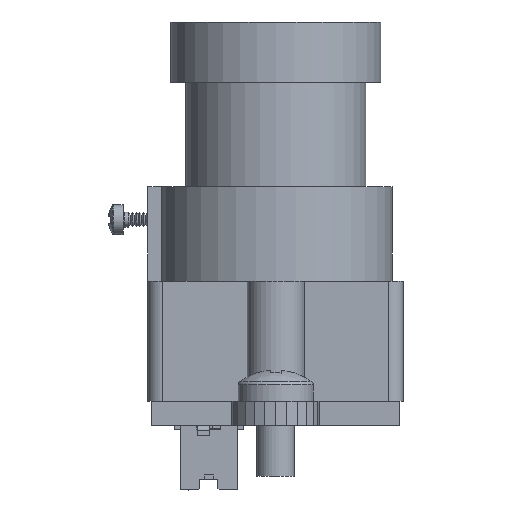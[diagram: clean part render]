
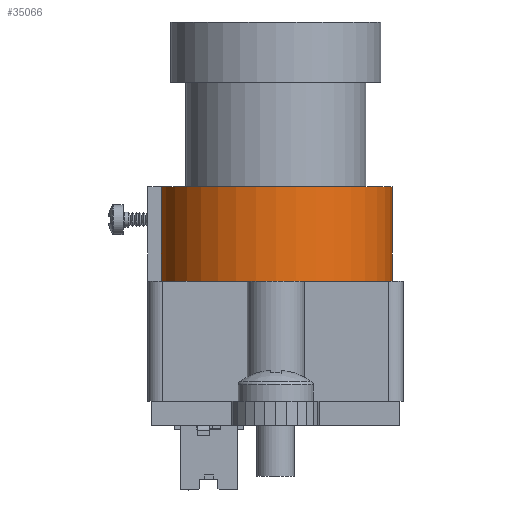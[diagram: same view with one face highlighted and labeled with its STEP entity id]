
A CAD part, left-side view. The second image highlights one B-rep face of the part: STEP entity #35066.
In plain terms, the highlighted cylindrical face has radius 7.75 mm (diameter 15.5 mm), a partial arc.
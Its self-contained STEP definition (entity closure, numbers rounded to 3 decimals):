
#1933=FACE_OUTER_BOUND('',#3870,.T.);
#3870=EDGE_LOOP('',(#24637,#24638,#24639,#24640));
#5856=LINE('',#50027,#10242);
#5857=LINE('',#50030,#10243);
#10242=VECTOR('',#40187,1000.);
#10243=VECTOR('',#40190,1000.);
#14569=CIRCLE('',#37100,7.75);
#14570=CIRCLE('',#37101,7.75);
#15503=VERTEX_POINT('',#50023);
#15504=VERTEX_POINT('',#50024);
#15505=VERTEX_POINT('',#50026);
#15506=VERTEX_POINT('',#50028);
#19107=EDGE_CURVE('',#15503,#15504,#14569,.T.);
#19108=EDGE_CURVE('',#15505,#15504,#5856,.T.);
#19109=EDGE_CURVE('',#15505,#15506,#14570,.T.);
#19110=EDGE_CURVE('',#15506,#15503,#5857,.T.);
#24637=ORIENTED_EDGE('',*,*,#19107,.T.);
#24638=ORIENTED_EDGE('',*,*,#19108,.F.);
#24639=ORIENTED_EDGE('',*,*,#19109,.T.);
#24640=ORIENTED_EDGE('',*,*,#19110,.T.);
#34688=CYLINDRICAL_SURFACE('',#37099,7.75);
#35066=ADVANCED_FACE('',(#1933),#34688,.T.);
#37099=AXIS2_PLACEMENT_3D('',#50022,#40183,#40184);
#37100=AXIS2_PLACEMENT_3D('',#50025,#40185,#40186);
#37101=AXIS2_PLACEMENT_3D('',#50029,#40188,#40189);
#40183=DIRECTION('center_axis',(0.,0.,-1.));
#40184=DIRECTION('ref_axis',(0.,-1.,0.));
#40185=DIRECTION('center_axis',(0.,0.,-1.));
#40186=DIRECTION('ref_axis',(-1.,0.,0.));
#40187=DIRECTION('',(0.,0.,1.));
#40188=DIRECTION('center_axis',(0.,0.,1.));
#40189=DIRECTION('ref_axis',(1.,0.,0.));
#40190=DIRECTION('',(0.,0.,1.));
#50022=CARTESIAN_POINT('Origin',(0.,0.,
14.3));
#50023=CARTESIAN_POINT('',(1.4,7.622,14.3));
#50024=CARTESIAN_POINT('',(-1.4,7.622,14.3));
#50025=CARTESIAN_POINT('Origin',(0.,0.,
14.3));
#50026=CARTESIAN_POINT('',(-1.4,7.622,8.));
#50027=CARTESIAN_POINT('',(-1.4,7.622,-500000.));
#50028=CARTESIAN_POINT('',(1.4,7.622,8.));
#50029=CARTESIAN_POINT('Origin',(0.,0.,
8.));
#50030=CARTESIAN_POINT('',(1.4,7.622,-500000.));
